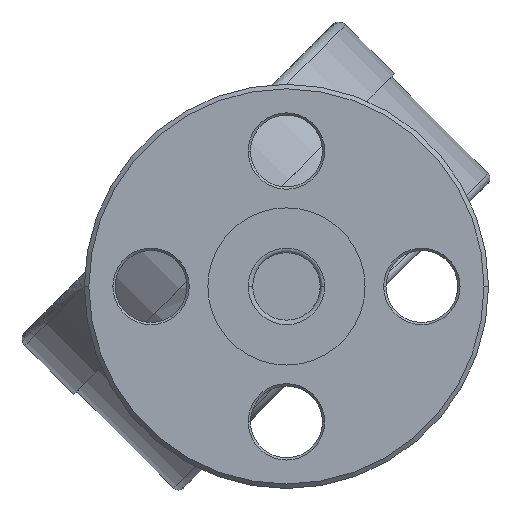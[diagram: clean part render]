
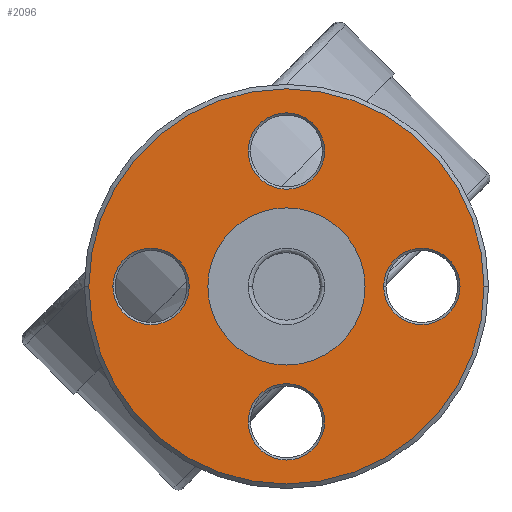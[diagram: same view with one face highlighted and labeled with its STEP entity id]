
A CAD part, front view. The second image highlights one B-rep face of the part: STEP entity #2096.
In plain terms, the highlighted free-form (B-spline) face has degree [1, 1] with [2, 2] control points.
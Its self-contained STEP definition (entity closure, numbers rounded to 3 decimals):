
#36=CARTESIAN_POINT('',(0.,-7.5,0.));
#37=DIRECTION('',(0.,1.,0.));
#38=DIRECTION('',(1.,0.,0.));
#39=AXIS2_PLACEMENT_3D('',#36,#37,#38);
#41=CARTESIAN_POINT('',(0.,-7.5,0.));
#42=DIRECTION('',(0.,-1.,0.));
#43=DIRECTION('',(1.,0.,0.));
#44=AXIS2_PLACEMENT_3D('',#41,#42,#43);
#51=CARTESIAN_POINT('',(0.,-7.5,0.));
#52=DIRECTION('',(0.,-1.,0.));
#53=DIRECTION('',(1.,0.,0.));
#54=AXIS2_PLACEMENT_3D('',#51,#52,#53);
#134=CARTESIAN_POINT('',(0.,-7.5,-30.15));
#135=DIRECTION('',(0.,-1.,0.));
#136=DIRECTION('',(-1.,0.,0.));
#137=AXIS2_PLACEMENT_3D('',#134,#135,#136);
#144=CARTESIAN_POINT('',(0.,-7.5,-30.15));
#145=DIRECTION('',(0.,-1.,0.));
#146=DIRECTION('',(1.,0.,0.));
#147=AXIS2_PLACEMENT_3D('',#144,#145,#146);
#198=CARTESIAN_POINT('',(-30.15,-7.5,0.));
#199=DIRECTION('',(0.,-1.,0.));
#200=DIRECTION('',(-1.,0.,0.));
#201=AXIS2_PLACEMENT_3D('',#198,#199,#200);
#208=CARTESIAN_POINT('',(-30.15,-7.5,0.));
#209=DIRECTION('',(0.,-1.,0.));
#210=DIRECTION('',(1.,0.,0.));
#211=AXIS2_PLACEMENT_3D('',#208,#209,#210);
#262=CARTESIAN_POINT('',(0.,-7.5,30.15));
#263=DIRECTION('',(0.,-1.,0.));
#264=DIRECTION('',(-1.,0.,0.));
#265=AXIS2_PLACEMENT_3D('',#262,#263,#264);
#272=CARTESIAN_POINT('',(0.,-7.5,30.15));
#273=DIRECTION('',(0.,-1.,0.));
#274=DIRECTION('',(1.,0.,0.));
#275=AXIS2_PLACEMENT_3D('',#272,#273,#274);
#326=CARTESIAN_POINT('',(30.15,-7.5,0.));
#327=DIRECTION('',(0.,-1.,0.));
#328=DIRECTION('',(-1.,0.,0.));
#329=AXIS2_PLACEMENT_3D('',#326,#327,#328);
#336=CARTESIAN_POINT('',(30.15,-7.5,0.));
#337=DIRECTION('',(0.,-1.,0.));
#338=DIRECTION('',(1.,0.,0.));
#339=AXIS2_PLACEMENT_3D('',#336,#337,#338);
#1581=CARTESIAN_POINT('',(0.,-7.5,0.));
#1582=DIRECTION('',(0.,1.,0.));
#1583=DIRECTION('',(1.,0.,0.));
#1584=AXIS2_PLACEMENT_3D('',#1581,#1582,#1583);
#1700=CARTESIAN_POINT('',(44.,-7.5,0.));
#1701=CARTESIAN_POINT('',(-44.,-7.5,0.));
#1702=VERTEX_POINT('',#1700);
#1703=VERTEX_POINT('',#1701);
#1704=CARTESIAN_POINT('',(21.65,-7.5,0.));
#1705=CARTESIAN_POINT('',(38.65,-7.5,0.));
#1706=VERTEX_POINT('',#1704);
#1707=VERTEX_POINT('',#1705);
#1712=CARTESIAN_POINT('',(-8.5,-7.5,30.15));
#1713=CARTESIAN_POINT('',(8.5,-7.5,30.15));
#1714=VERTEX_POINT('',#1712);
#1715=VERTEX_POINT('',#1713);
#1720=CARTESIAN_POINT('',(-38.65,-7.5,0.));
#1721=CARTESIAN_POINT('',(-21.65,-7.5,0.));
#1722=VERTEX_POINT('',#1720);
#1723=VERTEX_POINT('',#1721);
#1728=CARTESIAN_POINT('',(-8.5,-7.5,-30.15));
#1729=CARTESIAN_POINT('',(8.5,-7.5,-30.15));
#1730=VERTEX_POINT('',#1728);
#1731=VERTEX_POINT('',#1729);
#1737=CARTESIAN_POINT('',(17.5,-7.5,0.));
#1739=VERTEX_POINT('',#1737);
#1741=CARTESIAN_POINT('',(-17.5,-7.5,0.));
#1743=VERTEX_POINT('',#1741);
#2055=CARTESIAN_POINT('',(45.76,-7.5,45.76));
#2056=CARTESIAN_POINT('',(45.76,-7.5,-45.76));
#2057=CARTESIAN_POINT('',(-45.76,-7.5,45.76));
#2058=CARTESIAN_POINT('',(-45.76,-7.5,-45.76));
#2059=B_SPLINE_SURFACE_WITH_KNOTS('',1,1,((#2055,#2056),(#2057,#2058)),
.UNSPECIFIED.,.F.,.F.,.F.,(2,2),(2,2),(-45.76,45.76),(-45.76,45.76),
.UNSPECIFIED.);
#2061=ORIENTED_EDGE('',*,*,#2060,.F.);
#2063=ORIENTED_EDGE('',*,*,#2062,.T.);
#2064=EDGE_LOOP('',(#2061,#2063));
#2065=FACE_OUTER_BOUND('',#2064,.F.);
#2067=ORIENTED_EDGE('',*,*,#2066,.F.);
#2069=ORIENTED_EDGE('',*,*,#2068,.T.);
#2070=EDGE_LOOP('',(#2067,#2069));
#2071=FACE_BOUND('',#2070,.F.);
#2073=ORIENTED_EDGE('',*,*,#2072,.T.);
#2075=ORIENTED_EDGE('',*,*,#2074,.T.);
#2076=EDGE_LOOP('',(#2073,#2075));
#2077=FACE_BOUND('',#2076,.F.);
#2079=ORIENTED_EDGE('',*,*,#2078,.T.);
#2081=ORIENTED_EDGE('',*,*,#2080,.T.);
#2082=EDGE_LOOP('',(#2079,#2081));
#2083=FACE_BOUND('',#2082,.F.);
#2085=ORIENTED_EDGE('',*,*,#2084,.T.);
#2087=ORIENTED_EDGE('',*,*,#2086,.T.);
#2088=EDGE_LOOP('',(#2085,#2087));
#2089=FACE_BOUND('',#2088,.F.);
#2091=ORIENTED_EDGE('',*,*,#2090,.T.);
#2093=ORIENTED_EDGE('',*,*,#2092,.T.);
#2094=EDGE_LOOP('',(#2091,#2093));
#2095=FACE_BOUND('',#2094,.F.);
#40=CIRCLE('',#39,17.5);
#45=CIRCLE('',#44,17.5);
#55=CIRCLE('',#54,44.);
#138=CIRCLE('',#137,8.5);
#148=CIRCLE('',#147,8.5);
#202=CIRCLE('',#201,8.5);
#212=CIRCLE('',#211,8.5);
#266=CIRCLE('',#265,8.5);
#276=CIRCLE('',#275,8.5);
#330=CIRCLE('',#329,8.5);
#340=CIRCLE('',#339,8.5);
#1585=CIRCLE('',#1584,44.);
#2060=EDGE_CURVE('',#1702,#1703,#55,.T.);
#2062=EDGE_CURVE('',#1702,#1703,#1585,.T.);
#2066=EDGE_CURVE('',#1739,#1743,#40,.T.);
#2068=EDGE_CURVE('',#1739,#1743,#45,.T.);
#2072=EDGE_CURVE('',#1731,#1730,#148,.T.);
#2074=EDGE_CURVE('',#1730,#1731,#138,.T.);
#2078=EDGE_CURVE('',#1723,#1722,#212,.T.);
#2080=EDGE_CURVE('',#1722,#1723,#202,.T.);
#2084=EDGE_CURVE('',#1715,#1714,#276,.T.);
#2086=EDGE_CURVE('',#1714,#1715,#266,.T.);
#2090=EDGE_CURVE('',#1707,#1706,#340,.T.);
#2092=EDGE_CURVE('',#1706,#1707,#330,.T.);
#2096=ADVANCED_FACE('',(#2065,#2071,#2077,#2083,#2089,#2095),#2059,.T.);
